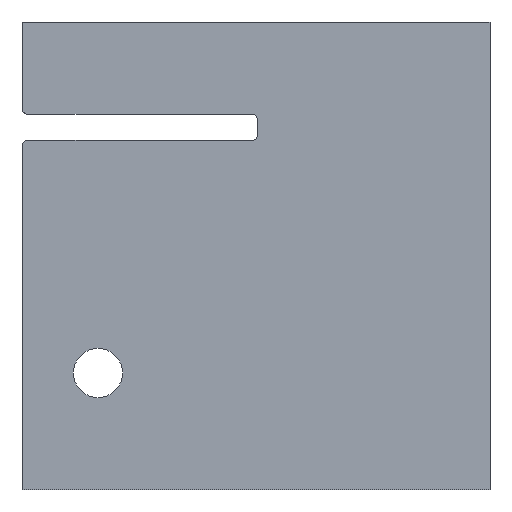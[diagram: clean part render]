
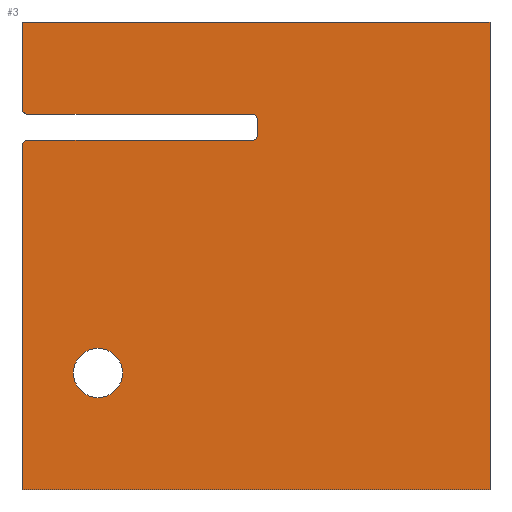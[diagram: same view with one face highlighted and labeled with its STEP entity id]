
A CAD part, front view. The second image highlights one B-rep face of the part: STEP entity #3.
In plain terms, the highlighted planar face has unit normal (0, -1, 0).
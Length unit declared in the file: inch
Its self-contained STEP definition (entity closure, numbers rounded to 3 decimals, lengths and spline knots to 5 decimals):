
#3 = ADVANCED_FACE ( 'NONE', ( #407, #230 ), #405, .T. ) ;
#5 = AXIS2_PLACEMENT_3D ( 'NONE', #10, #255, #129 ) ;
#10 = CARTESIAN_POINT ( 'NONE',  ( -3.37598, -0.25, -7.5 ) ) ;
#21 = DIRECTION ( 'NONE',  ( 0., -1., 0. ) ) ;
#26 = DIRECTION ( 'NONE',  ( 0., 1., 0. ) ) ;
#27 = ORIENTED_EDGE ( 'NONE', *, *, #196, .T. ) ;
#28 = ORIENTED_EDGE ( 'NONE', *, *, #411, .T. ) ;
#32 = DIRECTION ( 'NONE',  ( 1., 0., 0. ) ) ;
#44 = CARTESIAN_POINT ( 'NONE',  ( 0.03, -0.25, -2.5 ) ) ;
#61 = CARTESIAN_POINT ( 'NONE',  ( 0., -0.25, 0. ) ) ;
#62 = ORIENTED_EDGE ( 'NONE', *, *, #301, .T. ) ;
#65 = CARTESIAN_POINT ( 'NONE',  ( -2.85098, -0.25, -7.5 ) ) ;
#66 = VECTOR ( 'NONE', #395, 39.37008 ) ;
#69 = EDGE_CURVE ( 'NONE', #205, #256, #231, .T. ) ;
#76 = LINE ( 'NONE', #200, #184 ) ;
#77 = ORIENTED_EDGE ( 'NONE', *, *, #292, .T. ) ;
#86 = AXIS2_PLACEMENT_3D ( 'NONE', #126, #208, #539 ) ;
#88 = LINE ( 'NONE', #44, #260 ) ;
#99 = VERTEX_POINT ( 'NONE', #394 ) ;
#100 = ORIENTED_EDGE ( 'NONE', *, *, #377, .F. ) ;
#103 = CARTESIAN_POINT ( 'NONE',  ( -5., -0.25, 0. ) ) ;
#104 = VERTEX_POINT ( 'NONE', #476 ) ;
#107 = DIRECTION ( 'NONE',  ( 0., 0., -1. ) ) ;
#109 = ORIENTED_EDGE ( 'NONE', *, *, #382, .T. ) ;
#126 = CARTESIAN_POINT ( 'NONE',  ( -4.875, -0.25, -2.655 ) ) ;
#129 = DIRECTION ( 'NONE',  ( 0., 0., -1. ) ) ;
#130 = ORIENTED_EDGE ( 'NONE', *, *, #264, .T. ) ;
#131 = EDGE_LOOP ( 'NONE', ( #109, #130 ) ) ;
#146 = CARTESIAN_POINT ( 'NONE',  ( -4.875, -0.25, -1.97 ) ) ;
#150 = CARTESIAN_POINT ( 'NONE',  ( -0.095, -0.25, -1.97 ) ) ;
#154 = DIRECTION ( 'NONE',  ( -1., 0., 0. ) ) ;
#155 = VERTEX_POINT ( 'NONE', #238 ) ;
#169 = CIRCLE ( 'NONE', #86, 0.125 ) ;
#174 = DIRECTION ( 'NONE',  ( -1., 0., 0. ) ) ;
#184 = VECTOR ( 'NONE', #247, 39.37008 ) ;
#188 = LINE ( 'NONE', #285, #254 ) ;
#196 = EDGE_CURVE ( 'NONE', #256, #528, #502, .T. ) ;
#200 = CARTESIAN_POINT ( 'NONE',  ( 5., -0.25, 0. ) ) ;
#205 = VERTEX_POINT ( 'NONE', #146 ) ;
#206 = CARTESIAN_POINT ( 'NONE',  ( -3.90098, -0.25, -7.5 ) ) ;
#208 = DIRECTION ( 'NONE',  ( 0., -1., 0. ) ) ;
#210 = ORIENTED_EDGE ( 'NONE', *, *, #361, .F. ) ;
#211 = CIRCLE ( 'NONE', #350, 0.125 ) ;
#212 = VECTOR ( 'NONE', #32, 39.37008 ) ;
#219 = DIRECTION ( 'NONE',  ( 0., 0., -1. ) ) ;
#222 = VERTEX_POINT ( 'NONE', #501 ) ;
#228 = CIRCLE ( 'NONE', #5, 0.525 ) ;
#230 = FACE_BOUND ( 'NONE', #131, .T. ) ;
#231 = LINE ( 'NONE', #441, #212 ) ;
#232 = CARTESIAN_POINT ( 'NONE',  ( -5., -0.25, -2.655 ) ) ;
#238 = CARTESIAN_POINT ( 'NONE',  ( 5., -0.25, -10. ) ) ;
#244 = AXIS2_PLACEMENT_3D ( 'NONE', #391, #252, #290 ) ;
#247 = DIRECTION ( 'NONE',  ( 0., 0., -1. ) ) ;
#252 = DIRECTION ( 'NONE',  ( 0., -1., 0. ) ) ;
#254 = VECTOR ( 'NONE', #368, 39.37008 ) ;
#255 = DIRECTION ( 'NONE',  ( 0., 1., 0. ) ) ;
#256 = VERTEX_POINT ( 'NONE', #150 ) ;
#257 = VERTEX_POINT ( 'NONE', #206 ) ;
#260 = VECTOR ( 'NONE', #387, 39.37008 ) ;
#263 = CARTESIAN_POINT ( 'NONE',  ( -5., -0.25, 0. ) ) ;
#264 = EDGE_CURVE ( 'NONE', #257, #504, #228, .T. ) ;
#285 = CARTESIAN_POINT ( 'NONE',  ( -5., -0.25, 0. ) ) ;
#286 = DIRECTION ( 'NONE',  ( 0., 1., 0. ) ) ;
#290 = DIRECTION ( 'NONE',  ( 0., 0., -1. ) ) ;
#291 = ORIENTED_EDGE ( 'NONE', *, *, #529, .T. ) ;
#292 = EDGE_CURVE ( 'NONE', #528, #222, #88, .T. ) ;
#295 = VERTEX_POINT ( 'NONE', #376 ) ;
#300 = ORIENTED_EDGE ( 'NONE', *, *, #497, .F. ) ;
#301 = EDGE_CURVE ( 'NONE', #514, #295, #340, .T. ) ;
#313 = AXIS2_PLACEMENT_3D ( 'NONE', #61, #21, #107 ) ;
#318 = EDGE_CURVE ( 'NONE', #381, #205, #473, .T. ) ;
#320 = CARTESIAN_POINT ( 'NONE',  ( -0.095, -0.25, -2.53 ) ) ;
#326 = AXIS2_PLACEMENT_3D ( 'NONE', #521, #26, #219 ) ;
#330 = VECTOR ( 'NONE', #154, 39.37008 ) ;
#332 = ORIENTED_EDGE ( 'NONE', *, *, #393, .F. ) ;
#337 = VECTOR ( 'NONE', #174, 39.37008 ) ;
#340 = LINE ( 'NONE', #380, #330 ) ;
#350 = AXIS2_PLACEMENT_3D ( 'NONE', #360, #470, #433 ) ;
#352 = LINE ( 'NONE', #103, #466 ) ;
#355 = LINE ( 'NONE', #357, #337 ) ;
#357 = CARTESIAN_POINT ( 'NONE',  ( -5., -0.25, -10. ) ) ;
#360 = CARTESIAN_POINT ( 'NONE',  ( -0.095, -0.25, -2.405 ) ) ;
#361 = EDGE_CURVE ( 'NONE', #498, #155, #76, .T. ) ;
#367 = CARTESIAN_POINT ( 'NONE',  ( -0.095, -0.25, -2.095 ) ) ;
#368 = DIRECTION ( 'NONE',  ( 0., 0., 1. ) ) ;
#376 = CARTESIAN_POINT ( 'NONE',  ( -4.875, -0.25, -2.53 ) ) ;
#377 = EDGE_CURVE ( 'NONE', #381, #99, #524, .T. ) ;
#380 = CARTESIAN_POINT ( 'NONE',  ( -5., -0.25, -2.53 ) ) ;
#381 = VERTEX_POINT ( 'NONE', #483 ) ;
#382 = EDGE_CURVE ( 'NONE', #504, #257, #397, .T. ) ;
#387 = DIRECTION ( 'NONE',  ( 0., 0., -1. ) ) ;
#391 = CARTESIAN_POINT ( 'NONE',  ( -4.875, -0.25, -1.845 ) ) ;
#393 = EDGE_CURVE ( 'NONE', #155, #104, #355, .T. ) ;
#394 = CARTESIAN_POINT ( 'NONE',  ( -5., -0.25, 0. ) ) ;
#395 = DIRECTION ( 'NONE',  ( 0., 0., 1. ) ) ;
#397 = CIRCLE ( 'NONE', #326, 0.525 ) ;
#398 = ORIENTED_EDGE ( 'NONE', *, *, #69, .T. ) ;
#400 = AXIS2_PLACEMENT_3D ( 'NONE', #367, #286, #534 ) ;
#405 = PLANE ( 'NONE',  #313 ) ;
#407 = FACE_OUTER_BOUND ( 'NONE', #520, .T. ) ;
#411 = EDGE_CURVE ( 'NONE', #222, #514, #211, .T. ) ;
#431 = ORIENTED_EDGE ( 'NONE', *, *, #318, .T. ) ;
#433 = DIRECTION ( 'NONE',  ( 0., 0., -1. ) ) ;
#441 = CARTESIAN_POINT ( 'NONE',  ( -5., -0.25, -1.97 ) ) ;
#452 = EDGE_CURVE ( 'NONE', #99, #498, #352, .T. ) ;
#455 = CARTESIAN_POINT ( 'NONE',  ( 0.03, -0.25, -2.095 ) ) ;
#465 = ORIENTED_EDGE ( 'NONE', *, *, #452, .F. ) ;
#466 = VECTOR ( 'NONE', #467, 39.37008 ) ;
#467 = DIRECTION ( 'NONE',  ( 1., 0., 0. ) ) ;
#470 = DIRECTION ( 'NONE',  ( 0., 1., 0. ) ) ;
#473 = CIRCLE ( 'NONE', #244, 0.125 ) ;
#476 = CARTESIAN_POINT ( 'NONE',  ( -5., -0.25, -10. ) ) ;
#483 = CARTESIAN_POINT ( 'NONE',  ( -5., -0.25, -1.845 ) ) ;
#495 = CARTESIAN_POINT ( 'NONE',  ( 5., -0.25, 0. ) ) ;
#497 = EDGE_CURVE ( 'NONE', #104, #510, #188, .T. ) ;
#498 = VERTEX_POINT ( 'NONE', #495 ) ;
#501 = CARTESIAN_POINT ( 'NONE',  ( 0.03, -0.25, -2.405 ) ) ;
#502 = CIRCLE ( 'NONE', #400, 0.125 ) ;
#504 = VERTEX_POINT ( 'NONE', #65 ) ;
#510 = VERTEX_POINT ( 'NONE', #232 ) ;
#514 = VERTEX_POINT ( 'NONE', #320 ) ;
#520 = EDGE_LOOP ( 'NONE', ( #62, #291, #300, #332, #210, #465, #100, #431, #398, #27, #77, #28 ) ) ;
#521 = CARTESIAN_POINT ( 'NONE',  ( -3.37598, -0.25, -7.5 ) ) ;
#524 = LINE ( 'NONE', #263, #66 ) ;
#528 = VERTEX_POINT ( 'NONE', #455 ) ;
#529 = EDGE_CURVE ( 'NONE', #295, #510, #169, .T. ) ;
#534 = DIRECTION ( 'NONE',  ( 0., 0., -1. ) ) ;
#539 = DIRECTION ( 'NONE',  ( 0., 0., -1. ) ) ;
